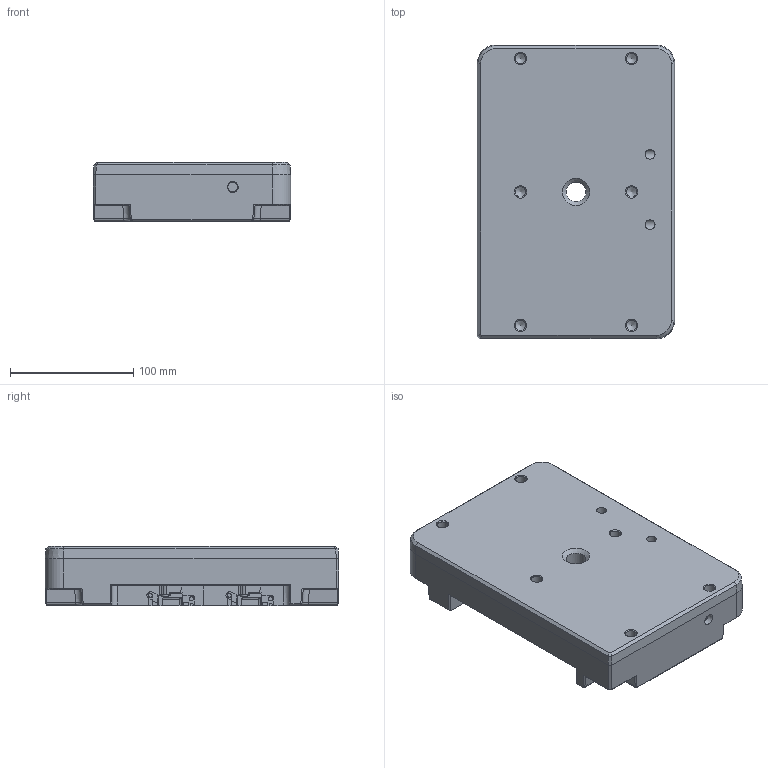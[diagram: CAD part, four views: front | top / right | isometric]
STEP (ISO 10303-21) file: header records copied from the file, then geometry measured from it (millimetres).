
FILE_DESCRIPTION(/* description */ (''),/* implementation_level */ '2;1');
FILE_NAME(/* name */ 'CAVITY INSERT_IT0588-01 for wedge.stp',/* time_stamp */ '2025-02-04T16:14:31+06:00',/* author */ (''),/* organization */ (''),/* preprocessor_version */ 'ST-DEVELOPER v16',/* originating_system */ 'SIEMENS PLM Software NX 11.0',/* authorisation */ '');
FILE_SCHEMA (('AUTOMOTIVE_DESIGN { 1 0 10303 214 3 1 1 1 }'));
Length unit declared in the file: millimetre
Products named in the file (1): CAVITY INSERT_IT0588-01
Bounding box: 160 x 238 x 48 mm (x, y, z)
Volume: 1524788.3 mm3; surface area: 140833 mm2
Topology: 1 solids, 4 shells, 568 faces, 1535 edges, 972 vertices
Faces by surface type: plane 294, cylinder 168, cone 68, bspline 18, torus 12, sphere 8
Full cylindrical faces by diameter (mm): 8 x16, 8.5 x6, 8.8 x7, 10.3 x2, 16 x1
Entity records: 21802 total; most frequent: CARTESIAN_POINT 4475, ORIENTED_EDGE 2864, DIRECTION 2831, EDGE_CURVE 1432, AXIS2_PLACEMENT_3D 1008, VERTEX_POINT 948, LINE 815, VECTOR 815
